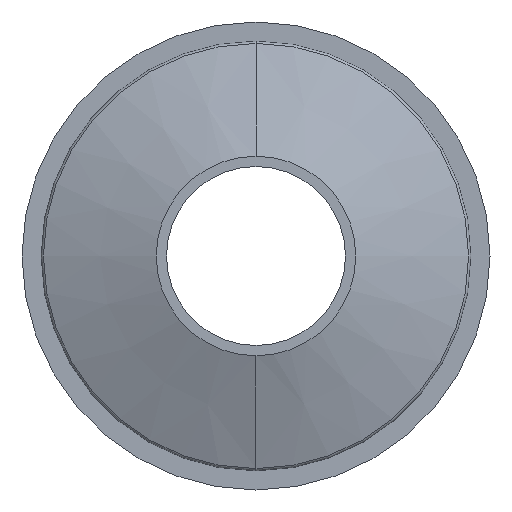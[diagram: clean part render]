
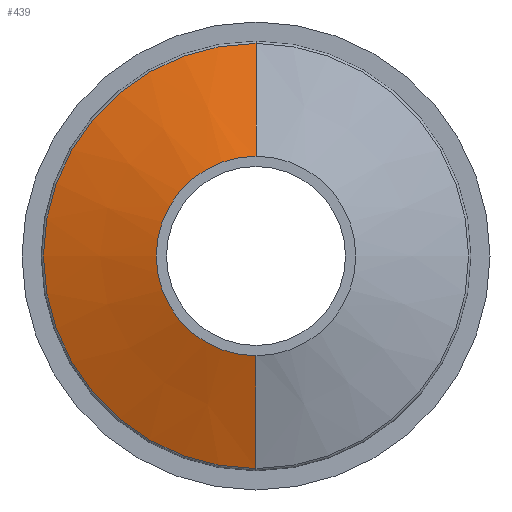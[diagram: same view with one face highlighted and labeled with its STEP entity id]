
A CAD part, left-side view. The second image highlights one B-rep face of the part: STEP entity #439.
In plain terms, the highlighted conical face has half-angle 70 degrees and reference radius 30.884 mm.
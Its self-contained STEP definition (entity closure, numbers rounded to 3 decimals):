
#17 = CARTESIAN_POINT ( 'NONE',  ( -6.556, 0., -30.884 ) ) ;
#22 = ORIENTED_EDGE ( 'NONE', *, *, #82, .T. ) ;
#45 = CARTESIAN_POINT ( 'NONE',  ( -12.519, 0., -14.5 ) ) ;
#69 = VERTEX_POINT ( 'NONE', #161 ) ;
#80 = DIRECTION ( 'NONE',  ( 0.342, 0., 0.94 ) ) ;
#82 = EDGE_CURVE ( 'NONE', #402, #69, #271, .T. ) ;
#85 = DIRECTION ( 'NONE',  ( 0., 0., -1. ) ) ;
#107 = CONICAL_SURFACE ( 'NONE', #227, 30.884, 1.222 ) ;
#120 = CARTESIAN_POINT ( 'NONE',  ( -12.519, 0., 14.5 ) ) ;
#122 = CARTESIAN_POINT ( 'NONE',  ( -6.556, 0., 0. ) ) ;
#128 = DIRECTION ( 'NONE',  ( 0.342, 0., -0.94 ) ) ;
#135 = CIRCLE ( 'NONE', #320, 14.5 ) ;
#140 = EDGE_CURVE ( 'NONE', #157, #69, #413, .T. ) ;
#152 = ORIENTED_EDGE ( 'NONE', *, *, #527, .F. ) ;
#157 = VERTEX_POINT ( 'NONE', #45 ) ;
#161 = CARTESIAN_POINT ( 'NONE',  ( -6.556, 0., -30.884 ) ) ;
#208 = DIRECTION ( 'NONE',  ( 0., 0., 1. ) ) ;
#226 = AXIS2_PLACEMENT_3D ( 'NONE', #504, #502, #380 ) ;
#227 = AXIS2_PLACEMENT_3D ( 'NONE', #122, #458, #85 ) ;
#251 = CARTESIAN_POINT ( 'NONE',  ( -12.519, 0., 0. ) ) ;
#263 = DIRECTION ( 'NONE',  ( -1., 0., 0. ) ) ;
#271 = CIRCLE ( 'NONE', #226, 30.884 ) ;
#320 = AXIS2_PLACEMENT_3D ( 'NONE', #251, #263, #208 ) ;
#325 = VERTEX_POINT ( 'NONE', #120 ) ;
#349 = ORIENTED_EDGE ( 'NONE', *, *, #412, .T. ) ;
#370 = CARTESIAN_POINT ( 'NONE',  ( -6.556, 0., 30.884 ) ) ;
#377 = VECTOR ( 'NONE', #80, 1000. ) ;
#380 = DIRECTION ( 'NONE',  ( 0., 0., 1. ) ) ;
#400 = ORIENTED_EDGE ( 'NONE', *, *, #140, .F. ) ;
#402 = VERTEX_POINT ( 'NONE', #455 ) ;
#412 = EDGE_CURVE ( 'NONE', #325, #402, #453, .T. ) ;
#413 = LINE ( 'NONE', #17, #520 ) ;
#439 = ADVANCED_FACE ( 'NONE', ( #501 ), #107, .T. ) ;
#445 = EDGE_LOOP ( 'NONE', ( #152, #349, #22, #400 ) ) ;
#453 = LINE ( 'NONE', #370, #377 ) ;
#455 = CARTESIAN_POINT ( 'NONE',  ( -6.556, 0., 30.884 ) ) ;
#458 = DIRECTION ( 'NONE',  ( 1., 0., 0. ) ) ;
#501 = FACE_OUTER_BOUND ( 'NONE', #445, .T. ) ;
#502 = DIRECTION ( 'NONE',  ( -1., 0., 0. ) ) ;
#504 = CARTESIAN_POINT ( 'NONE',  ( -6.556, 0., 0. ) ) ;
#520 = VECTOR ( 'NONE', #128, 1000. ) ;
#527 = EDGE_CURVE ( 'NONE', #325, #157, #135, .T. ) ;
